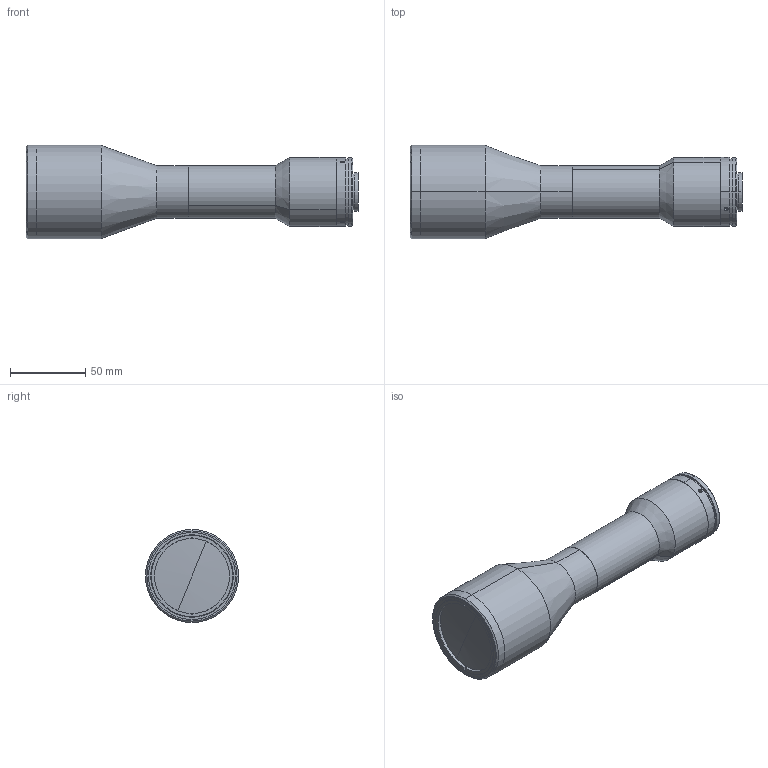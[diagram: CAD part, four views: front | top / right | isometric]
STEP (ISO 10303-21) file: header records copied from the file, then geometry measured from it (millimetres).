
FILE_DESCRIPTION (( 'STEP AP203' ), '1' );
FILE_NAME ('XF-5MDT055X220-1C.STEP', '2015-07-28T10:13:32', ( 'Lxtx999.CoM' ), ( 'Lxtx999.CoM' ), 'SwSTEP 2.0', 'SolidWorks 2014', '' );
FILE_SCHEMA (( 'CONFIG_CONTROL_DESIGN' ));
Length unit declared in the file: millimetre
Products named in the file (1): XF-5MDT055X220-1C
Bounding box: 221.14 x 62 x 62 mm (x, y, z)
Surface area: 41279.1 mm2 (no closed solid volume)
Topology: 0 solids, 10 shells, 71 faces, 182 edges, 124 vertices
Faces by surface type: cylinder 38, plane 21, cone 8, sphere 4
Entity records: 2456 total; most frequent: CARTESIAN_POINT 606, DIRECTION 414, ORIENTED_EDGE 304, EDGE_CURVE 182, AXIS2_PLACEMENT_3D 172, VERTEX_POINT 124, CIRCLE 100, EDGE_LOOP 85
